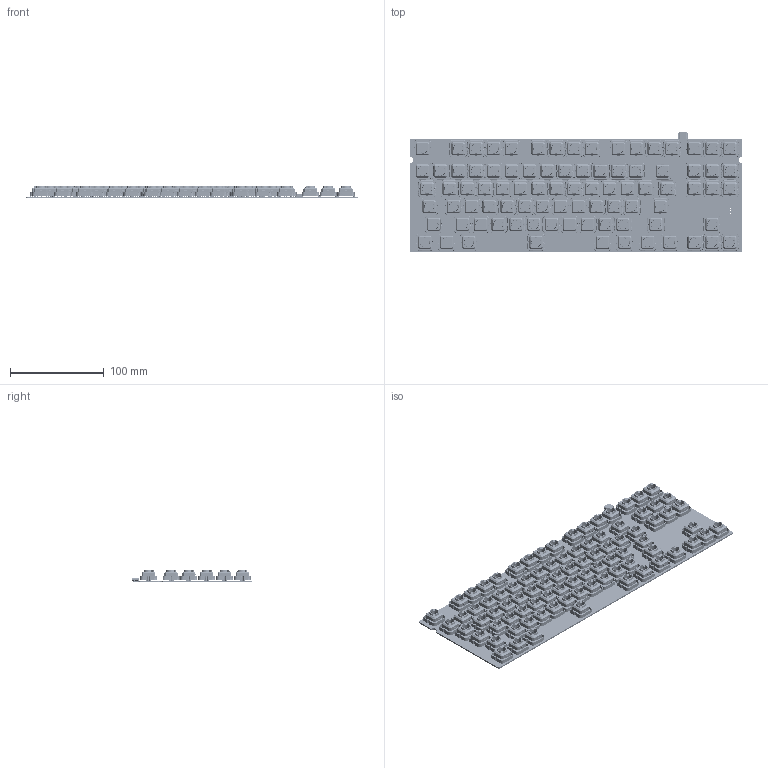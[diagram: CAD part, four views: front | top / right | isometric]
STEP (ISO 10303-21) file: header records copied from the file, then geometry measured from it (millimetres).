
FILE_DESCRIPTION(('KiCad electronic assembly'),'2;1');
FILE_NAME('EC87.step','2022-03-19T03:35:47',('Pcbnew'),('Kicad'), 'Open CASCADE STEP processor 7.5','KiCad to STEP converter','Unknown' );
FILE_SCHEMA(('AUTOMOTIVE_DESIGN { 1 0 10303 214 1 1 1 1 }'));
Length unit declared in the file: millimetre
Products named in the file (6): EC87 1; Topre_Housing; SOLID; HRO  TYPE-C-31-M-12; EC87 PCB
Assembly tree (91 placements, depth 3):
  EC87 1
    Topre_Housing  x87
      SOLID
    HRO  TYPE-C-31-M-12
      SOLID
    EC87 PCB
Bounding box: 354 x 128.54 x 13.35 mm (x, y, z)
Volume: 130830.9 mm3; surface area: 236184.3 mm2
Topology: 89 solids, 89 shells, 20106 faces, 52792 edges, 32172 vertices
Faces by surface type: bspline 20059, cylinder 26, plane 21
Full cylindrical faces by diameter (mm): 0.65 x2, 1 x6
Entity records: 28454 total; most frequent: CARTESIAN_POINT 12801, B_SPLINE_CURVE_WITH_KNOTS 2458, ORIENTED_EDGE 2196, PCURVE 2196, DEFINITIONAL_REPRESENTATION 2196, EDGE_CURVE 1098, SURFACE_CURVE 1084, DIRECTION 735
